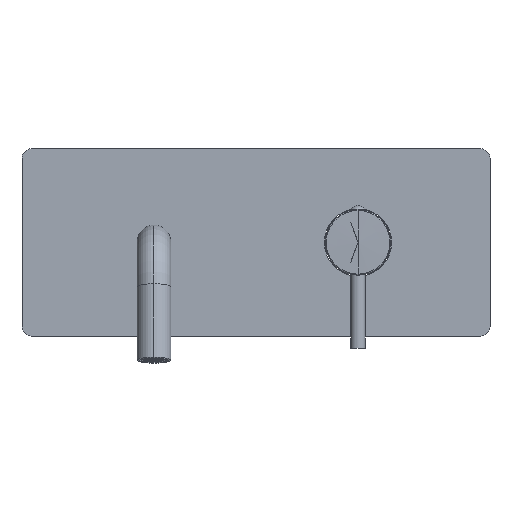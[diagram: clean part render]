
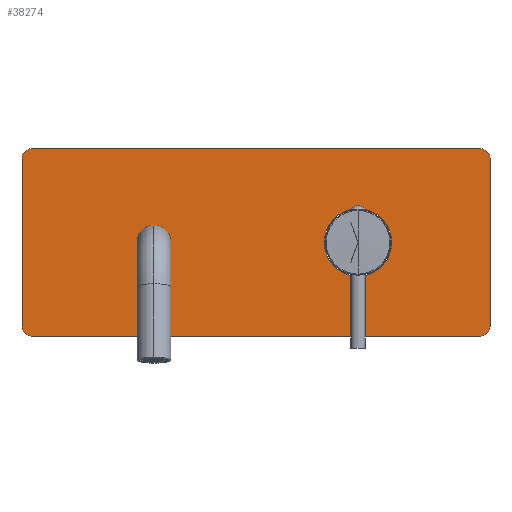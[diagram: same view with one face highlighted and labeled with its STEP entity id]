
A CAD part, top view. The second image highlights one B-rep face of the part: STEP entity #38274.
In plain terms, the highlighted planar face has unit normal (0, 0, 1).
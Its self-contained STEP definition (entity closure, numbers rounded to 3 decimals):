
#27927=CARTESIAN_POINT('',(65.5,45.,50.));
#27928=DIRECTION('',(0.,0.,1.));
#27929=DIRECTION('',(1.,0.,0.));
#27930=AXIS2_PLACEMENT_3D('',#27927,#27928,#27929);
#27932=DIRECTION('',(0.,1.,0.));
#27933=VECTOR('',#27932,90.);
#27934=CARTESIAN_POINT('',(70.5,-45.,50.));
#27935=LINE('',#27934,#27933);
#27936=CARTESIAN_POINT('',(65.5,-45.,50.));
#27937=DIRECTION('',(0.,0.,1.));
#27938=DIRECTION('',(0.,-1.,0.));
#27939=AXIS2_PLACEMENT_3D('',#27936,#27937,#27938);
#27941=DIRECTION('',(1.,0.,0.));
#27942=VECTOR('',#27941,240.);
#27943=CARTESIAN_POINT('',(-174.5,-50.,50.));
#27944=LINE('',#27943,#27942);
#27945=CARTESIAN_POINT('',(-174.5,-45.,50.));
#27946=DIRECTION('',(0.,0.,1.));
#27947=DIRECTION('',(-1.,0.,0.));
#27948=AXIS2_PLACEMENT_3D('',#27945,#27946,#27947);
#27950=DIRECTION('',(0.,-1.,0.));
#27951=VECTOR('',#27950,90.);
#27952=CARTESIAN_POINT('',(-179.5,45.,50.));
#27953=LINE('',#27952,#27951);
#27954=CARTESIAN_POINT('',(-174.5,45.,50.));
#27955=DIRECTION('',(0.,0.,1.));
#27956=DIRECTION('',(0.,1.,0.));
#27957=AXIS2_PLACEMENT_3D('',#27954,#27955,#27956);
#27959=DIRECTION('',(-1.,0.,0.));
#27960=VECTOR('',#27959,240.);
#27961=CARTESIAN_POINT('',(65.5,50.,50.));
#27962=LINE('',#27961,#27960);
#27963=CARTESIAN_POINT('',(0.,0.,50.));
#27964=DIRECTION('',(0.,0.,-1.));
#27965=DIRECTION('',(1.,0.,0.));
#27966=AXIS2_PLACEMENT_3D('',#27963,#27964,#27965);
#27968=CARTESIAN_POINT('',(0.,0.,50.));
#27969=DIRECTION('',(0.,0.,-1.));
#27970=DIRECTION('',(-1.,0.,0.));
#27971=AXIS2_PLACEMENT_3D('',#27968,#27969,#27970);
#27973=CARTESIAN_POINT('',(-109.,0.,50.));
#27974=DIRECTION('',(0.,0.,1.));
#27975=DIRECTION('',(0.,-1.,0.));
#27976=AXIS2_PLACEMENT_3D('',#27973,#27974,#27975);
#27978=CARTESIAN_POINT('',(-109.,0.,50.));
#27979=DIRECTION('',(0.,0.,1.));
#27980=DIRECTION('',(0.,1.,0.));
#27981=AXIS2_PLACEMENT_3D('',#27978,#27979,#27980);
#36302=CARTESIAN_POINT('',(18.,0.,50.));
#36303=CARTESIAN_POINT('',(-18.,0.,50.));
#36304=VERTEX_POINT('',#36302);
#36305=VERTEX_POINT('',#36303);
#36310=CARTESIAN_POINT('',(70.5,45.,50.));
#36311=VERTEX_POINT('',#36310);
#36312=CARTESIAN_POINT('',(65.5,50.,50.));
#36313=VERTEX_POINT('',#36312);
#36318=CARTESIAN_POINT('',(-174.5,50.,50.));
#36319=VERTEX_POINT('',#36318);
#36320=CARTESIAN_POINT('',(-179.5,45.,50.));
#36321=VERTEX_POINT('',#36320);
#36326=CARTESIAN_POINT('',(-179.5,-45.,50.));
#36327=VERTEX_POINT('',#36326);
#36328=CARTESIAN_POINT('',(-174.5,-50.,50.));
#36329=VERTEX_POINT('',#36328);
#36334=CARTESIAN_POINT('',(65.5,-50.,50.));
#36335=VERTEX_POINT('',#36334);
#36336=CARTESIAN_POINT('',(70.5,-45.,50.));
#36337=VERTEX_POINT('',#36336);
#36402=CARTESIAN_POINT('',(-109.,-9.,50.));
#36403=CARTESIAN_POINT('',(-109.,9.,50.));
#36404=VERTEX_POINT('',#36402);
#36405=VERTEX_POINT('',#36403);
#38240=CARTESIAN_POINT('',(0.,0.,50.));
#38241=DIRECTION('',(0.,0.,1.));
#38242=DIRECTION('',(1.,0.,0.));
#38243=AXIS2_PLACEMENT_3D('',#38240,#38241,#38242);
#38244=PLANE('',#38243);
#38246=ORIENTED_EDGE('',*,*,#38245,.F.);
#38248=ORIENTED_EDGE('',*,*,#38247,.F.);
#38250=ORIENTED_EDGE('',*,*,#38249,.F.);
#38252=ORIENTED_EDGE('',*,*,#38251,.F.);
#38254=ORIENTED_EDGE('',*,*,#38253,.F.);
#38256=ORIENTED_EDGE('',*,*,#38255,.F.);
#38258=ORIENTED_EDGE('',*,*,#38257,.F.);
#38260=ORIENTED_EDGE('',*,*,#38259,.F.);
#38261=EDGE_LOOP('',(#38246,#38248,#38250,#38252,#38254,#38256,#38258,#38260));
#38262=FACE_OUTER_BOUND('',#38261,.F.);
#38264=ORIENTED_EDGE('',*,*,#38263,.F.);
#38266=ORIENTED_EDGE('',*,*,#38265,.F.);
#38267=EDGE_LOOP('',(#38264,#38266));
#38268=FACE_BOUND('',#38267,.F.);
#38270=ORIENTED_EDGE('',*,*,#38269,.T.);
#38271=ORIENTED_EDGE('',*,*,#38217,.T.);
#38272=EDGE_LOOP('',(#38270,#38271));
#38273=FACE_BOUND('',#38272,.F.);
#38274=ADVANCED_FACE('',(#38262,#38268,#38273),#38244,.T.);
#27931=CIRCLE('',#27930,5.);
#27940=CIRCLE('',#27939,5.);
#27949=CIRCLE('',#27948,5.);
#27958=CIRCLE('',#27957,5.);
#27967=CIRCLE('',#27966,18.);
#27972=CIRCLE('',#27971,18.);
#27977=CIRCLE('',#27976,9.);
#27982=CIRCLE('',#27981,9.);
#38217=EDGE_CURVE('',#36405,#36404,#27982,.T.);
#38245=EDGE_CURVE('',#36311,#36313,#27931,.T.);
#38247=EDGE_CURVE('',#36337,#36311,#27935,.T.);
#38249=EDGE_CURVE('',#36335,#36337,#27940,.T.);
#38251=EDGE_CURVE('',#36329,#36335,#27944,.T.);
#38253=EDGE_CURVE('',#36327,#36329,#27949,.T.);
#38255=EDGE_CURVE('',#36321,#36327,#27953,.T.);
#38257=EDGE_CURVE('',#36319,#36321,#27958,.T.);
#38259=EDGE_CURVE('',#36313,#36319,#27962,.T.);
#38263=EDGE_CURVE('',#36304,#36305,#27967,.T.);
#38265=EDGE_CURVE('',#36305,#36304,#27972,.T.);
#38269=EDGE_CURVE('',#36404,#36405,#27977,.T.);
